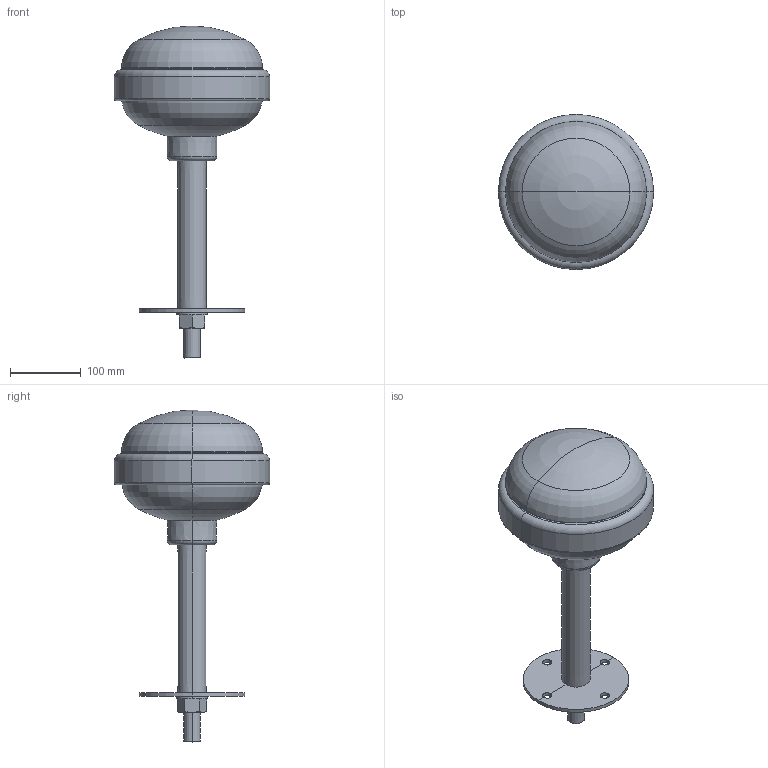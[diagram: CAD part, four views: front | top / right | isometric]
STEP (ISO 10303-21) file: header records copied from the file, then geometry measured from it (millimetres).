
FILE_DESCRIPTION (( 'STEP AP203' ), '1' );
FILE_NAME ('HT500.STEP', '2025-01-16T05:00:51', ( '' ), ( '' ), 'SwSTEP 2.0', 'SolidWorks 2024', '' );
FILE_SCHEMA (( 'CONFIG_CONTROL_DESIGN' ));
Length unit declared in the file: millimetre
Products named in the file (1): HT500
Bounding box: 220 x 220 x 470.69 mm (x, y, z)
Volume: 3907513 mm3; surface area: 350979.4 mm2
Topology: 1 solids, 1 shells, 106 faces, 234 edges, 133 vertices
Faces by surface type: cone 36, torus 32, cylinder 22, plane 16
Entity records: 3600 total; most frequent: CARTESIAN_POINT 1155, DIRECTION 546, ORIENTED_EDGE 464, AXIS2_PLACEMENT_3D 239, EDGE_CURVE 232, VERTEX_POINT 133, CIRCLE 132, EDGE_LOOP 119
